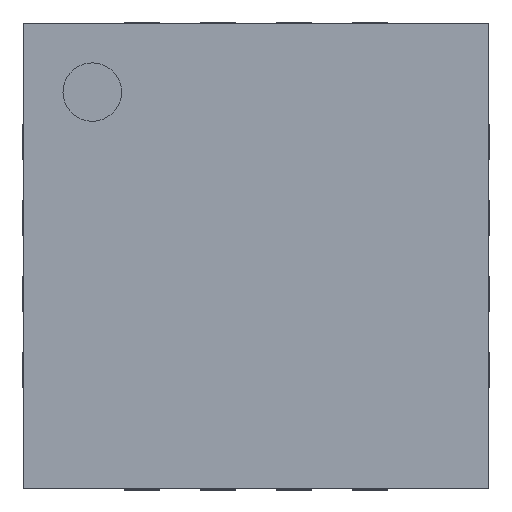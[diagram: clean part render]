
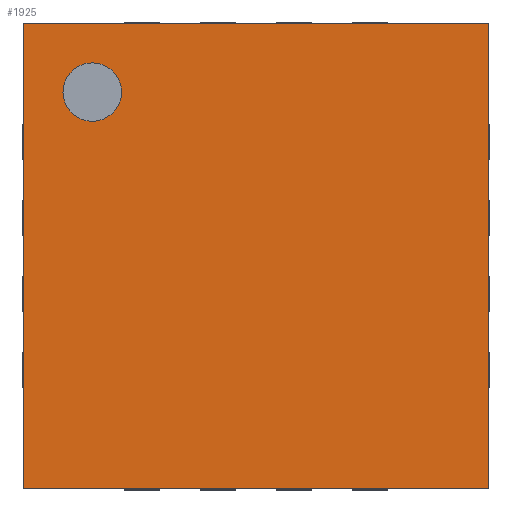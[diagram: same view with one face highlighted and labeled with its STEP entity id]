
A CAD part, top view. The second image highlights one B-rep face of the part: STEP entity #1925.
In plain terms, the highlighted planar face has unit normal (0, 0, 1).
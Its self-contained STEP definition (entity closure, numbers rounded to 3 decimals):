
#12=DIRECTION('',(0.,0.,1.));
#157=VECTOR('',#158,1.);
#158=DIRECTION('',(1.,0.,0.));
#164=VECTOR('',#165,1.);
#165=DIRECTION('',(0.,-1.,0.));
#181=DIRECTION('',(0.,0.,-1.));
#577=VERTEX_POINT('',#578);
#578=CARTESIAN_POINT('',(1.99,1.99,0.77));
#581=EDGE_CURVE('',#577,#582,#584,.T.);
#582=VERTEX_POINT('',#583);
#583=CARTESIAN_POINT('',(1.99,-1.99,0.77));
#584=LINE('',#578,#164);
#653=ORIENTED_EDGE('',*,*,#654,.F.);
#654=EDGE_CURVE('',#655,#577,#657,.T.);
#655=VERTEX_POINT('',#656);
#656=CARTESIAN_POINT('',(-1.99,1.99,0.77));
#657=LINE('',#656,#157);
#738=ORIENTED_EDGE('',*,*,#739,.T.);
#739=EDGE_CURVE('',#655,#740,#742,.T.);
#740=VERTEX_POINT('',#741);
#741=CARTESIAN_POINT('',(-1.99,-1.99,0.77));
#742=LINE('',#656,#164);
#1342=EDGE_CURVE('',#740,#582,#1343,.T.);
#1343=LINE('',#741,#157);
#1925=ADVANCED_FACE('',(#1926,#1930),#1939,.T.);
#1926=FACE_BOUND('',#1927,.T.);
#1927=EDGE_LOOP('',(#653,#738,#1928,#1929));
#1928=ORIENTED_EDGE('',*,*,#1342,.T.);
#1929=ORIENTED_EDGE('',*,*,#581,.F.);
#1930=FACE_BOUND('',#1931,.T.);
#1931=EDGE_LOOP('',(#1932));
#1932=ORIENTED_EDGE('',*,*,#1933,.T.);
#1933=EDGE_CURVE('',#1934,#1934,#1936,.T.);
#1934=VERTEX_POINT('',#1935);
#1935=CARTESIAN_POINT('',(-1.4,1.15,0.77));
#1936=CIRCLE('',#1937,0.25);
#1937=AXIS2_PLACEMENT_3D('',#1938,#181,#165);
#1938=CARTESIAN_POINT('',(-1.4,1.4,0.77));
#1939=PLANE('',#1940);
#1940=AXIS2_PLACEMENT_3D('',#656,#12,#165);
